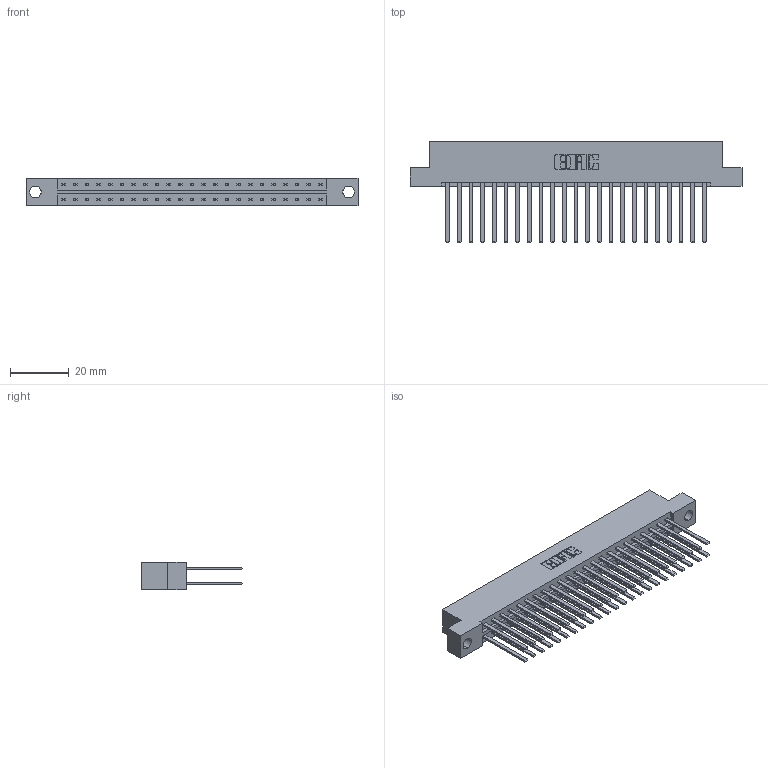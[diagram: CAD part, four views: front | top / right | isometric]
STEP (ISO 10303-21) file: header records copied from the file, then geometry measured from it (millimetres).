
FILE_DESCRIPTION (( 'STEP AP203' ), '1' );
FILE_NAME ('833-046-544-204.STEP', '2020-06-04T14:38:18', ( '' ), ( '' ), 'SwSTEP 2.0', 'SolidWorks 2020', '' );
FILE_SCHEMA (( 'CONFIG_CONTROL_DESIGN' ));
Length unit declared in the file: inch
Products named in the file (3): 345-292-001_345-293-144; 833-046-544-204; 833 Part_Flush - .156 Dia - TH
Assembly tree (47 placements, depth 2):
  833-046-544-204
    833 Part_Flush - .156 Dia - TH
    345-292-001_345-293-144  x46
Bounding box: 112.67 x 34.3 x 9.4 mm (x, y, z)
Volume: 11882.7 mm3; surface area: 15719.8 mm2
Topology: 47 solids, 47 shells, 2230 faces, 6613 edges, 4346 vertices
Faces by surface type: plane 1542, cylinder 688
Entity records: 17073 total; most frequent: CARTESIAN_POINT 2850, ORIENTED_EDGE 2786, DIRECTION 2465, EDGE_CURVE 1393, VECTOR 1269, LINE 1269, VERTEX_POINT 926, AXIS2_PLACEMENT_3D 598
